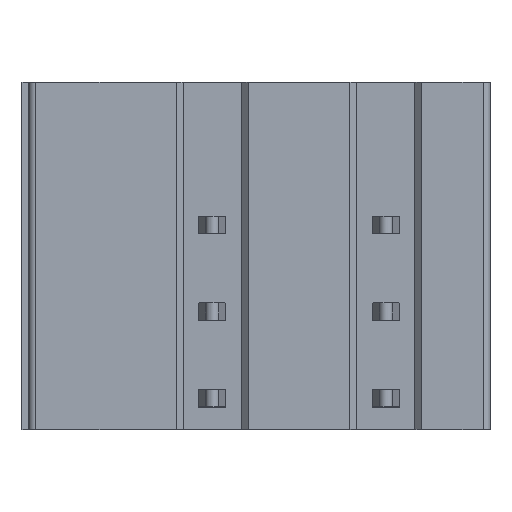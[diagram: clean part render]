
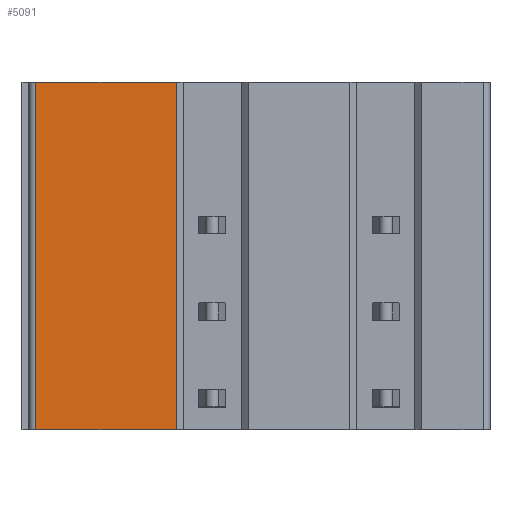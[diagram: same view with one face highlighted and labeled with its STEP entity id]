
A CAD part, top view. The second image highlights one B-rep face of the part: STEP entity #5091.
In plain terms, the highlighted planar face has unit normal (0, 0, 1).
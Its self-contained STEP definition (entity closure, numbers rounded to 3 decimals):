
#273=DIRECTION('',(0.,1.,0.));
#274=VECTOR('',#273,10.16);
#275=CARTESIAN_POINT('',(-13.3,-5.08,0.));
#276=LINE('',#275,#274);
#281=DIRECTION('',(0.,1.,0.));
#282=VECTOR('',#281,10.16);
#283=CARTESIAN_POINT('',(-9.18,-5.08,0.));
#284=LINE('',#283,#282);
#1209=DIRECTION('',(1.,0.,0.));
#1210=VECTOR('',#1209,4.12);
#1211=CARTESIAN_POINT('',(-13.3,-5.08,0.));
#1212=LINE('',#1211,#1210);
#2023=DIRECTION('',(1.,0.,0.));
#2024=VECTOR('',#2023,4.12);
#2025=CARTESIAN_POINT('',(-13.3,5.08,0.));
#2026=LINE('',#2025,#2024);
#3896=CARTESIAN_POINT('',(-13.3,5.08,0.));
#3897=VERTEX_POINT('',#3896);
#3990=CARTESIAN_POINT('',(-9.18,5.08,0.));
#3991=VERTEX_POINT('',#3990);
#4232=CARTESIAN_POINT('',(-13.3,-5.08,0.));
#4233=VERTEX_POINT('',#4232);
#4276=CARTESIAN_POINT('',(-9.18,-5.08,0.));
#4277=VERTEX_POINT('',#4276);
#5077=CARTESIAN_POINT('',(-13.3,0.,0.));
#5078=DIRECTION('',(0.,0.,1.));
#5079=DIRECTION('',(1.,0.,0.));
#5080=AXIS2_PLACEMENT_3D('',#5077,#5078,#5079);
#5081=PLANE('',#5080);
#5083=ORIENTED_EDGE('',*,*,#5082,.F.);
#5085=ORIENTED_EDGE('',*,*,#5084,.F.);
#5086=ORIENTED_EDGE('',*,*,#5067,.T.);
#5088=ORIENTED_EDGE('',*,*,#5087,.T.);
#5089=EDGE_LOOP('',(#5083,#5085,#5086,#5088));
#5090=FACE_OUTER_BOUND('',#5089,.F.);
#5067=EDGE_CURVE('',#4233,#3897,#276,.T.);
#5082=EDGE_CURVE('',#4277,#3991,#284,.T.);
#5084=EDGE_CURVE('',#4233,#4277,#1212,.T.);
#5087=EDGE_CURVE('',#3897,#3991,#2026,.T.);
#5091=ADVANCED_FACE('',(#5090),#5081,.T.);
